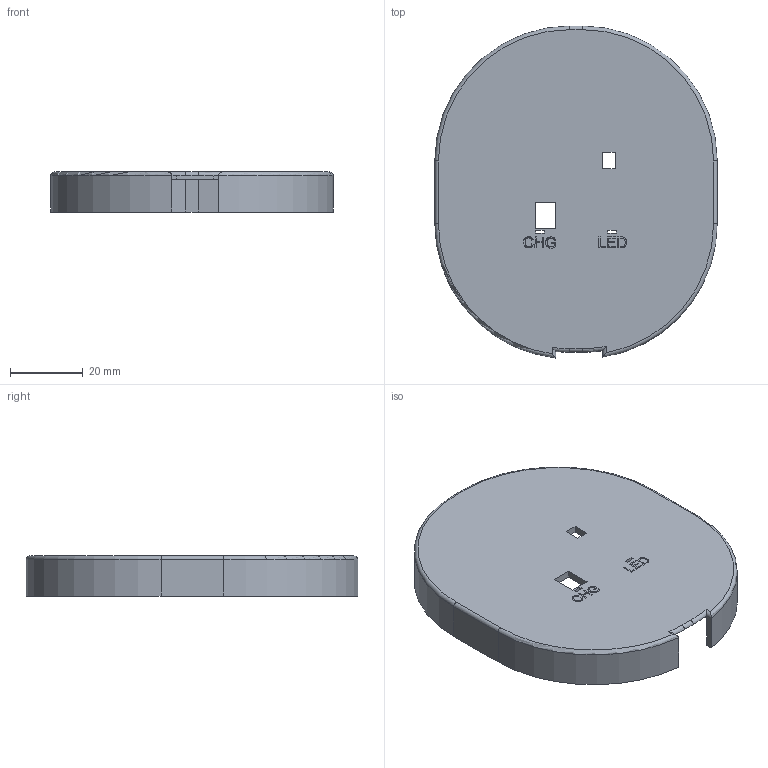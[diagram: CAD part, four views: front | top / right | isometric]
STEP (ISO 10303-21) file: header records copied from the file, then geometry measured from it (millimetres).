
FILE_DESCRIPTION(/* description */ (''),/* implementation_level */ '2;1');
FILE_NAME(/* name */ 'ESPLockerV1.step',/* time_stamp */ '2025-05-05T21:51:45+02:00',/* author */ (''),/* organization */ (''),/* preprocessor_version */ 'ST-DEVELOPER v20.1',/* originating_system */ 'Autodesk Translation Framework v14.4.0.0',/* authorisation */ '');
FILE_SCHEMA (('AUTOMOTIVE_DESIGN { 1 0 10303 214 3 1 1 }'));
Length unit declared in the file: millimetre
Products named in the file (7): Locker; C; H; D; E; G; L
Assembly tree (6 placements, depth 2):
  Locker
    C
    H
    D
    E
    G
    L
Bounding box: 77.5 x 91.08 x 11 mm (x, y, z)
Volume: 15201.6 mm3; surface area: 17013.8 mm2
Topology: 7 solids, 7 shells, 300 faces, 809 edges, 532 vertices
Faces by surface type: plane 160, bspline 118, cylinder 16, torus 6
Entity records: 10678 total; most frequent: CARTESIAN_POINT 3712, ORIENTED_EDGE 1618, DIRECTION 995, EDGE_CURVE 809, LINE 533, VECTOR 533, VERTEX_POINT 532, EDGE_LOOP 319
